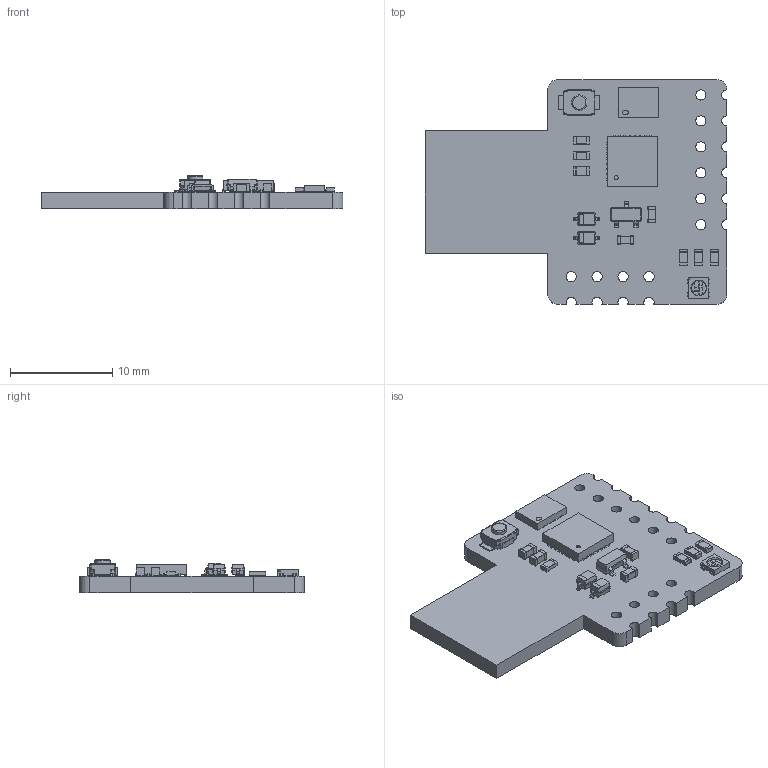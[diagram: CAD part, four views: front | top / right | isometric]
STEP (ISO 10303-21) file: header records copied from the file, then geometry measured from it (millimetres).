
FILE_DESCRIPTION(('KiCad electronic assembly'),'2;1');
FILE_NAME('serpente_plug.step','2019-12-15T21:10:51',('An Author'),( 'A Company'),'Open CASCADE STEP processor 6.9', 'KiCad to STEP converter','Unknown');
FILE_SCHEMA(('AUTOMOTIVE_DESIGN { 1 0 10303 214 1 1 1 1 }'));
Length unit declared in the file: millimetre
Products named in the file (18): Open CASCADE STEP translator 6.9 1; SW_SPST_B3U-1000P-B; SOLID; C_0603_1608Metric; R_0603_1608Metric; WS2812_RGB_LED_updated; WSON-8_4x4mm_P0.8mm; SOT-23; QFN-32-1EP_5x5mm_P0.5mm_EP3.6x3.6mm; D_SOD-323; COMPOUND
Assembly tree (24 placements, depth 3):
  Open CASCADE STEP translator 6.9 1
    SW_SPST_B3U-1000P-B
      SOLID
    C_0603_1608Metric  x4
      SOLID
    R_0603_1608Metric  x4
      SOLID
    WS2812_RGB_LED_updated
      SOLID
    WSON-8_4x4mm_P0.8mm
      SOLID
    SOT-23
      SOLID
    QFN-32-1EP_5x5mm_P0.5mm_EP3.6x3.6mm
      SOLID
    D_SOD-323  x2
      SOLID
    COMPOUND
Bounding box: 29.55 x 22 x 3.24 mm (x, y, z)
Volume: 886.8 mm3; surface area: 1503.5 mm2
Topology: 16 solids, 16 shells, 1060 faces, 2805 edges, 1766 vertices
Faces by surface type: bspline 1011, cylinder 29, plane 20
Full cylindrical faces by diameter (mm): 0.8 x1, 1 x10
Entity records: 55890 total; most frequent: CARTESIAN_POINT 20709, B_SPLINE_CURVE_WITH_KNOTS 5684, ORIENTED_EDGE 4424, PCURVE 4424, DEFINITIONAL_REPRESENTATION 4424, EDGE_CURVE 2212, SURFACE_CURVE 2193, VERTEX_POINT 1398
